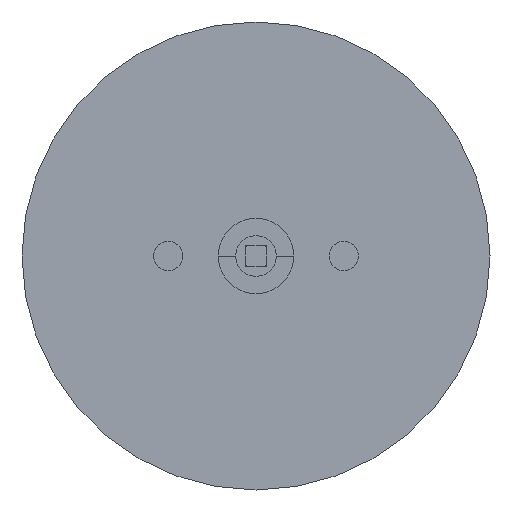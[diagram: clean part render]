
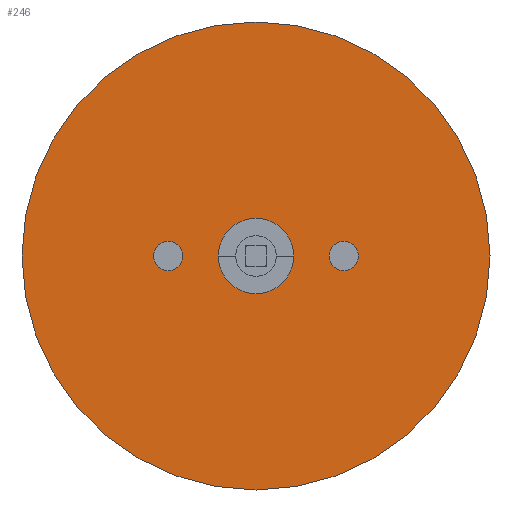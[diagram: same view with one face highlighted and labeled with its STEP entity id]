
A CAD part, front view. The second image highlights one B-rep face of the part: STEP entity #246.
In plain terms, the highlighted planar face has unit normal (0, -1, 0).
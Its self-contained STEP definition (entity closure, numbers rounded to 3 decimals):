
#246 = ADVANCED_FACE ( 'N', ( #40723, #10804, #37537, #24467 ), #8202, .F. ) ;
#564 = CIRCLE ( 'NONE', #3301, 4.763 ) ;
#1892 = DIRECTION ( 'NONE',  ( 0., 0., -1. ) ) ;
#1897 = EDGE_CURVE ( 'NONE', #11296, #41042, #36706, .T. ) ;
#2292 = EDGE_LOOP ( 'NONE', ( #29663, #19660 ) ) ;
#2419 = DIRECTION ( 'NONE',  ( 0., 0., 1. ) ) ;
#2461 = ORIENTED_EDGE ( 'NONE', *, *, #11609, .F. ) ;
#2738 = DIRECTION ( 'NONE',  ( 0., 0., -1. ) ) ;
#3178 = EDGE_CURVE ( 'NONE', #34951, #41200, #35134, .T. ) ;
#3294 = DIRECTION ( 'NONE',  ( 0., 1., 0. ) ) ;
#3301 = AXIS2_PLACEMENT_3D ( 'NONE', #27794, #11953, #1892 ) ;
#3478 = EDGE_CURVE ( 'NONE', #22980, #8973, #23893, .T. ) ;
#3844 = EDGE_LOOP ( 'NONE', ( #2461, #25837 ) ) ;
#4041 = VECTOR ( 'NONE', #36961, 1000. ) ;
#4089 = VERTEX_POINT ( 'NONE', #27019 ) ;
#4096 = ORIENTED_EDGE ( 'NONE', *, *, #8335, .T. ) ;
#5414 = ORIENTED_EDGE ( 'NONE', *, *, #37118, .T. ) ;
#5489 = CARTESIAN_POINT ( 'NONE',  ( -3.556, 0., 0. ) ) ;
#5725 = DIRECTION ( 'NONE',  ( 0., 0., -1. ) ) ;
#5767 = CARTESIAN_POINT ( 'NONE',  ( 1.968, 0., 3.556 ) ) ;
#6224 = EDGE_CURVE ( 'NONE', #37169, #17341, #20476, .T. ) ;
#6815 = CARTESIAN_POINT ( 'NONE',  ( -28.575, 0., 0. ) ) ;
#6992 = CARTESIAN_POINT ( 'NONE',  ( 3.556, 0., 0. ) ) ;
#8078 = DIRECTION ( 'NONE',  ( 0., 1., 0. ) ) ;
#8202 = PLANE ( 'NONE',  #24380 ) ;
#8335 = EDGE_CURVE ( 'NONE', #23630, #18078, #13117, .T. ) ;
#8385 = ORIENTED_EDGE ( 'NONE', *, *, #3478, .T. ) ;
#8424 = CARTESIAN_POINT ( 'NONE',  ( 0., 0., 0. ) ) ;
#8973 = VERTEX_POINT ( 'NONE', #25413 ) ;
#9901 = AXIS2_PLACEMENT_3D ( 'NONE', #38376, #31763, #41354 ) ;
#10110 = EDGE_LOOP ( 'NONE', ( #31647, #36830, #4096, #5414, #8385, #27099, #30308, #29171 ) ) ;
#10502 = AXIS2_PLACEMENT_3D ( 'NONE', #14502, #8078, #37831 ) ;
#10554 = DIRECTION ( 'NONE',  ( 1., 0., 0. ) ) ;
#10804 = FACE_BOUND ( 'NONE', #10110, .T. ) ;
#11017 = EDGE_CURVE ( 'NONE', #12052, #23630, #25491, .T. ) ;
#11296 = VERTEX_POINT ( 'NONE', #19985 ) ;
#11532 = CARTESIAN_POINT ( 'NONE',  ( 28.575, 0., 4.762 ) ) ;
#11609 = EDGE_CURVE ( 'NONE', #41042, #11296, #18094, .T. ) ;
#11747 = CARTESIAN_POINT ( 'NONE',  ( 28.575, 0., 0. ) ) ;
#11862 = CARTESIAN_POINT ( 'NONE',  ( 0., 0., 0. ) ) ;
#11906 = DIRECTION ( 'NONE',  ( 0., 1., 0. ) ) ;
#11953 = DIRECTION ( 'NONE',  ( 0., 1., 0. ) ) ;
#12052 = VERTEX_POINT ( 'NONE', #18366 ) ;
#12816 = DIRECTION ( 'NONE',  ( 0., 1., 0. ) ) ;
#13117 = LINE ( 'NONE', #26167, #33124 ) ;
#13954 = AXIS2_PLACEMENT_3D ( 'NONE', #11747, #21983, #5725 ) ;
#14502 = CARTESIAN_POINT ( 'NONE',  ( 1.969, 0., -1.968 ) ) ;
#14640 = DIRECTION ( 'NONE',  ( 0., 0., -1. ) ) ;
#15031 = EDGE_CURVE ( 'NONE', #16883, #15878, #17821, .T. ) ;
#15102 = DIRECTION ( 'NONE',  ( 0., 0., -1. ) ) ;
#15161 = DIRECTION ( 'NONE',  ( 0., 1., 0. ) ) ;
#15472 = DIRECTION ( 'NONE',  ( 0., 1., 0. ) ) ;
#15878 = VERTEX_POINT ( 'NONE', #17123 ) ;
#16195 = ORIENTED_EDGE ( 'NONE', *, *, #20358, .T. ) ;
#16558 = EDGE_LOOP ( 'NONE', ( #16195, #39347 ) ) ;
#16883 = VERTEX_POINT ( 'NONE', #35418 ) ;
#17123 = CARTESIAN_POINT ( 'NONE',  ( -28.575, 0., -4.762 ) ) ;
#17341 = VERTEX_POINT ( 'NONE', #34736 ) ;
#17821 = CIRCLE ( 'NONE', #38341, 4.763 ) ;
#18078 = VERTEX_POINT ( 'NONE', #5767 ) ;
#18094 = CIRCLE ( 'NONE', #9901, 76.2 ) ;
#18321 = LINE ( 'NONE', #5489, #19652 ) ;
#18366 = CARTESIAN_POINT ( 'NONE',  ( -3.556, 0., 1.968 ) ) ;
#18990 = DIRECTION ( 'NONE',  ( 0., 0., -1. ) ) ;
#19303 = CARTESIAN_POINT ( 'NONE',  ( 3.556, 0., 1.968 ) ) ;
#19545 = CARTESIAN_POINT ( 'NONE',  ( -1.968, 0., -1.968 ) ) ;
#19589 = CARTESIAN_POINT ( 'NONE',  ( 0., 0., -76.2 ) ) ;
#19652 = VECTOR ( 'NONE', #15102, 1000. ) ;
#19660 = ORIENTED_EDGE ( 'NONE', *, *, #15031, .T. ) ;
#19962 = CARTESIAN_POINT ( 'NONE',  ( 0., 0., -3.556 ) ) ;
#19985 = CARTESIAN_POINT ( 'NONE',  ( 0., 0., 76.2 ) ) ;
#20223 = AXIS2_PLACEMENT_3D ( 'NONE', #6815, #12816, #18990 ) ;
#20358 = EDGE_CURVE ( 'NONE', #41200, #34951, #564, .T. ) ;
#20476 = CIRCLE ( 'NONE', #37577, 1.587 ) ;
#21983 = DIRECTION ( 'NONE',  ( 0., 1., 0. ) ) ;
#22980 = VERTEX_POINT ( 'NONE', #19303 ) ;
#23426 = AXIS2_PLACEMENT_3D ( 'NONE', #30974, #11906, #25154 ) ;
#23630 = VERTEX_POINT ( 'NONE', #38962 ) ;
#23708 = AXIS2_PLACEMENT_3D ( 'NONE', #8424, #28151, #14640 ) ;
#23893 = LINE ( 'NONE', #6992, #4041 ) ;
#24380 = AXIS2_PLACEMENT_3D ( 'NONE', #11862, #15472, #2419 ) ;
#24467 = FACE_BOUND ( 'NONE', #16558, .T. ) ;
#25154 = DIRECTION ( 'NONE',  ( 0., 0., -1. ) ) ;
#25223 = DIRECTION ( 'NONE',  ( 0., 0., -1. ) ) ;
#25413 = CARTESIAN_POINT ( 'NONE',  ( 3.556, 0., -1.968 ) ) ;
#25491 = CIRCLE ( 'NONE', #23426, 1.587 ) ;
#25837 = ORIENTED_EDGE ( 'NONE', *, *, #1897, .F. ) ;
#26167 = CARTESIAN_POINT ( 'NONE',  ( 0., 0., 3.556 ) ) ;
#27019 = CARTESIAN_POINT ( 'NONE',  ( 1.968, 0., -3.556 ) ) ;
#27099 = ORIENTED_EDGE ( 'NONE', *, *, #33655, .T. ) ;
#27610 = DIRECTION ( 'NONE',  ( 0., 1., 0. ) ) ;
#27794 = CARTESIAN_POINT ( 'NONE',  ( 28.575, 0., 0. ) ) ;
#28151 = DIRECTION ( 'NONE',  ( 0., 1., 0. ) ) ;
#29171 = ORIENTED_EDGE ( 'NONE', *, *, #6224, .T. ) ;
#29663 = ORIENTED_EDGE ( 'NONE', *, *, #37473, .T. ) ;
#30308 = ORIENTED_EDGE ( 'NONE', *, *, #41688, .F. ) ;
#30974 = CARTESIAN_POINT ( 'NONE',  ( -1.968, 0., 1.969 ) ) ;
#31647 = ORIENTED_EDGE ( 'NONE', *, *, #40032, .F. ) ;
#31763 = DIRECTION ( 'NONE',  ( 0., 1., 0. ) ) ;
#32814 = DIRECTION ( 'NONE',  ( 1., 0., 0. ) ) ;
#33124 = VECTOR ( 'NONE', #32814, 1000. ) ;
#33655 = EDGE_CURVE ( 'NONE', #8973, #4089, #41240, .T. ) ;
#33907 = AXIS2_PLACEMENT_3D ( 'NONE', #35077, #27610, #25223 ) ;
#34451 = CARTESIAN_POINT ( 'NONE',  ( -1.968, 0., -3.556 ) ) ;
#34736 = CARTESIAN_POINT ( 'NONE',  ( -3.556, 0., -1.968 ) ) ;
#34951 = VERTEX_POINT ( 'NONE', #11532 ) ;
#35077 = CARTESIAN_POINT ( 'NONE',  ( 1.968, 0., 1.969 ) ) ;
#35134 = CIRCLE ( 'NONE', #13954, 4.763 ) ;
#35418 = CARTESIAN_POINT ( 'NONE',  ( -28.575, 0., 4.763 ) ) ;
#35959 = CIRCLE ( 'NONE', #33907, 1.588 ) ;
#36706 = CIRCLE ( 'NONE', #23708, 76.2 ) ;
#36830 = ORIENTED_EDGE ( 'NONE', *, *, #11017, .T. ) ;
#36937 = CARTESIAN_POINT ( 'NONE',  ( 28.575, 0., -4.763 ) ) ;
#36961 = DIRECTION ( 'NONE',  ( 0., 0., -1. ) ) ;
#37118 = EDGE_CURVE ( 'NONE', #18078, #22980, #35959, .T. ) ;
#37169 = VERTEX_POINT ( 'NONE', #34451 ) ;
#37473 = EDGE_CURVE ( 'NONE', #15878, #16883, #40717, .T. ) ;
#37537 = FACE_BOUND ( 'NONE', #2292, .T. ) ;
#37577 = AXIS2_PLACEMENT_3D ( 'NONE', #19545, #3294, #39247 ) ;
#37831 = DIRECTION ( 'NONE',  ( 0., 0., -1. ) ) ;
#38341 = AXIS2_PLACEMENT_3D ( 'NONE', #41477, #15161, #2738 ) ;
#38376 = CARTESIAN_POINT ( 'NONE',  ( 0., 0., 0. ) ) ;
#38962 = CARTESIAN_POINT ( 'NONE',  ( -1.968, 0., 3.556 ) ) ;
#39247 = DIRECTION ( 'NONE',  ( 0., 0., -1. ) ) ;
#39347 = ORIENTED_EDGE ( 'NONE', *, *, #3178, .T. ) ;
#39872 = LINE ( 'NONE', #19962, #42192 ) ;
#40032 = EDGE_CURVE ( 'NONE', #12052, #17341, #18321, .T. ) ;
#40717 = CIRCLE ( 'NONE', #20223, 4.763 ) ;
#40723 = FACE_OUTER_BOUND ( 'NONE', #3844, .T. ) ;
#41042 = VERTEX_POINT ( 'NONE', #19589 ) ;
#41200 = VERTEX_POINT ( 'NONE', #36937 ) ;
#41240 = CIRCLE ( 'NONE', #10502, 1.587 ) ;
#41354 = DIRECTION ( 'NONE',  ( 0., 0., -1. ) ) ;
#41477 = CARTESIAN_POINT ( 'NONE',  ( -28.575, 0., 0. ) ) ;
#41688 = EDGE_CURVE ( 'NONE', #37169, #4089, #39872, .T. ) ;
#42192 = VECTOR ( 'NONE', #10554, 1000. ) ;
